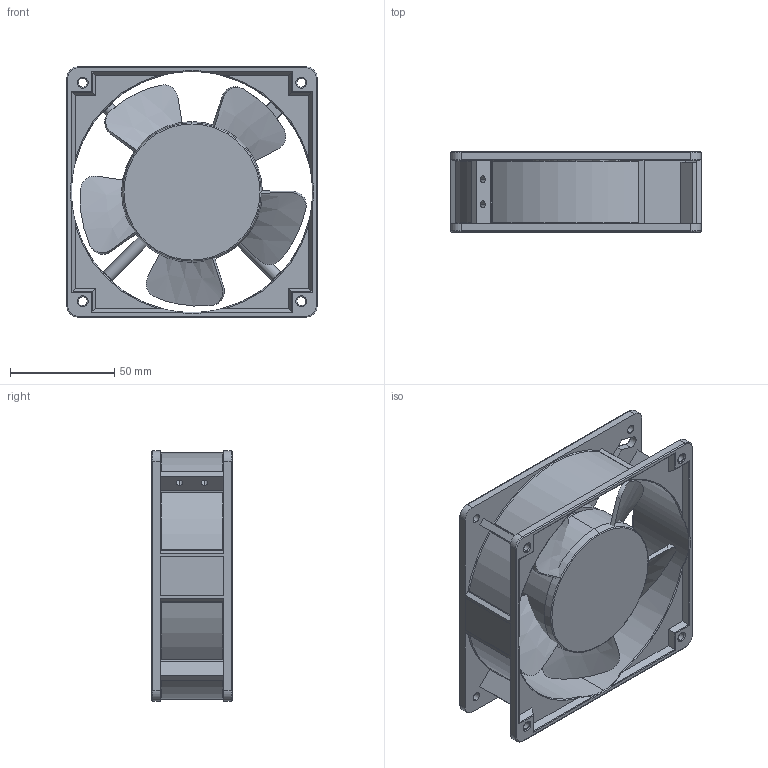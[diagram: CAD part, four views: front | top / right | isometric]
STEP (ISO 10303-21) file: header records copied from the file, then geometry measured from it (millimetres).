
FILE_DESCRIPTION (( 'STEP AP214' ), '1' );
FILE_NAME ('MINI VENTILADOR RT 120.STEP', '2018-12-13T16:46:43', ( '' ), ( '' ), 'SwSTEP 2.0', 'SolidWorks 2012', '' );
FILE_SCHEMA (( 'AUTOMOTIVE_DESIGN' ));
Length unit declared in the file: millimetre
Products named in the file (1): MINI VENTILADOR RT 120
Bounding box: 120 x 38.5 x 120 mm (x, y, z)
Volume: 173588.8 mm3; surface area: 72778.6 mm2
Topology: 6 solids, 6 shells, 581 faces, 1523 edges, 947 vertices
Faces by surface type: plane 242, bspline 129, cylinder 124, torus 68, sphere 16, cone 2
Entity records: 24511 total; most frequent: CARTESIAN_POINT 11046, ORIENTED_EDGE 2990, DIRECTION 2313, EDGE_CURVE 1495, VERTEX_POINT 947, LINE 773, VECTOR 773, AXIS2_PLACEMENT_3D 770
